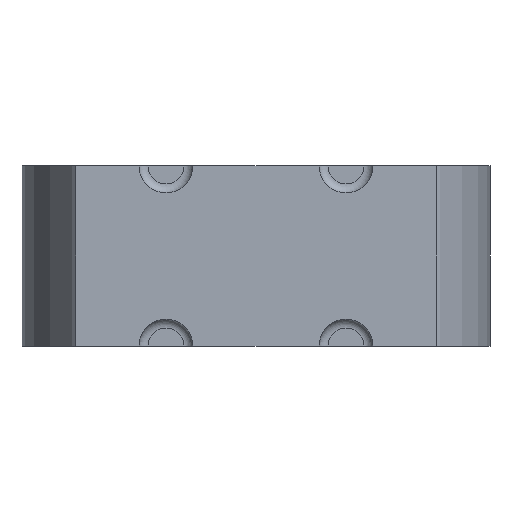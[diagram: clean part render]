
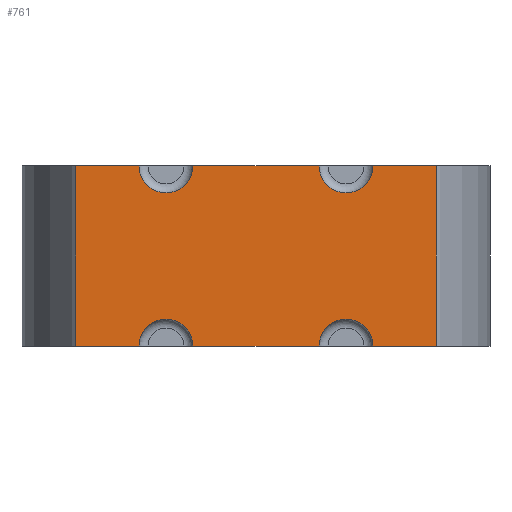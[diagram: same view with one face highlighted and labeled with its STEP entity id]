
A CAD part, front view. The second image highlights one B-rep face of the part: STEP entity #761.
In plain terms, the highlighted planar face has unit normal (0, -1, 0).
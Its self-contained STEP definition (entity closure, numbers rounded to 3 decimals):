
#46=LINE('',#1197,#110);
#47=LINE('',#1199,#111);
#58=LINE('',#1250,#122);
#59=LINE('',#1252,#123);
#60=LINE('',#1254,#124);
#71=LINE('',#1305,#135);
#88=LINE('',#1338,#152);
#89=LINE('',#1340,#153);
#110=VECTOR('',#961,10.);
#111=VECTOR('',#962,10.);
#122=VECTOR('',#1003,10.);
#123=VECTOR('',#1006,10.);
#124=VECTOR('',#1007,10.);
#135=VECTOR('',#1048,10.);
#152=VECTOR('',#1097,10.);
#153=VECTOR('',#1100,10.);
#174=PLANE('',#871);
#209=FACE_OUTER_BOUND('',#249,.T.);
#249=EDGE_LOOP('',(#679,#680,#681,#682,#683,#684,#685,#686,#687,#688,#689,
#690));
#275=CIRCLE('',#816,1.5);
#276=CIRCLE('',#818,1.5);
#277=CIRCLE('',#820,1.5);
#278=CIRCLE('',#822,1.5);
#325=VERTEX_POINT('',#1173);
#326=VERTEX_POINT('',#1175);
#327=VERTEX_POINT('',#1179);
#328=VERTEX_POINT('',#1181);
#329=VERTEX_POINT('',#1185);
#330=VERTEX_POINT('',#1187);
#331=VERTEX_POINT('',#1191);
#332=VERTEX_POINT('',#1193);
#333=VERTEX_POINT('',#1198);
#358=VERTEX_POINT('',#1248);
#359=VERTEX_POINT('',#1253);
#384=VERTEX_POINT('',#1303);
#406=EDGE_CURVE('',#326,#325,#275,.T.);
#409=EDGE_CURVE('',#328,#327,#276,.T.);
#412=EDGE_CURVE('',#330,#329,#277,.T.);
#415=EDGE_CURVE('',#332,#331,#278,.T.);
#417=EDGE_CURVE('',#329,#328,#46,.T.);
#418=EDGE_CURVE('',#333,#330,#47,.T.);
#444=EDGE_CURVE('',#327,#358,#58,.T.);
#445=EDGE_CURVE('',#326,#331,#59,.T.);
#446=EDGE_CURVE('',#332,#359,#60,.T.);
#472=EDGE_CURVE('',#384,#325,#71,.T.);
#489=EDGE_CURVE('',#358,#359,#88,.T.);
#490=EDGE_CURVE('',#333,#384,#89,.T.);
#679=ORIENTED_EDGE('',*,*,#406,.T.);
#680=ORIENTED_EDGE('',*,*,#472,.F.);
#681=ORIENTED_EDGE('',*,*,#490,.F.);
#682=ORIENTED_EDGE('',*,*,#418,.T.);
#683=ORIENTED_EDGE('',*,*,#412,.T.);
#684=ORIENTED_EDGE('',*,*,#417,.T.);
#685=ORIENTED_EDGE('',*,*,#409,.T.);
#686=ORIENTED_EDGE('',*,*,#444,.T.);
#687=ORIENTED_EDGE('',*,*,#489,.T.);
#688=ORIENTED_EDGE('',*,*,#446,.F.);
#689=ORIENTED_EDGE('',*,*,#415,.T.);
#690=ORIENTED_EDGE('',*,*,#445,.F.);
#761=ADVANCED_FACE('',(#209),#174,.T.);
#816=AXIS2_PLACEMENT_3D('',#1176,#938,#939);
#818=AXIS2_PLACEMENT_3D('',#1182,#944,#945);
#820=AXIS2_PLACEMENT_3D('',#1188,#950,#951);
#822=AXIS2_PLACEMENT_3D('',#1194,#956,#957);
#871=AXIS2_PLACEMENT_3D('',#1339,#1098,#1099);
#938=DIRECTION('center_axis',(0.,1.,0.));
#939=DIRECTION('ref_axis',(1.,0.,0.));
#944=DIRECTION('center_axis',(0.,1.,0.));
#945=DIRECTION('ref_axis',(1.,0.,0.));
#950=DIRECTION('center_axis',(0.,1.,0.));
#951=DIRECTION('ref_axis',(1.,0.,0.));
#956=DIRECTION('center_axis',(0.,1.,0.));
#957=DIRECTION('ref_axis',(1.,0.,0.));
#961=DIRECTION('',(1.,0.,0.));
#962=DIRECTION('',(1.,0.,0.));
#1003=DIRECTION('',(1.,0.,0.));
#1006=DIRECTION('',(1.,0.,0.));
#1007=DIRECTION('',(1.,0.,0.));
#1048=DIRECTION('',(1.,0.,0.));
#1097=DIRECTION('',(0.,0.,1.));
#1098=DIRECTION('center_axis',(0.,-1.,0.));
#1099=DIRECTION('ref_axis',(1.,0.,0.));
#1100=DIRECTION('',(0.,0.,1.));
#1173=CARTESIAN_POINT('',(-6.5,17.,10.));
#1175=CARTESIAN_POINT('',(-3.5,17.,10.));
#1176=CARTESIAN_POINT('Origin',(-5.,17.,10.));
#1179=CARTESIAN_POINT('',(6.5,17.,0.));
#1181=CARTESIAN_POINT('',(3.5,17.,0.));
#1182=CARTESIAN_POINT('Origin',(5.,17.,0.));
#1185=CARTESIAN_POINT('',(-3.5,17.,0.));
#1187=CARTESIAN_POINT('',(-6.5,17.,0.));
#1188=CARTESIAN_POINT('Origin',(-5.,17.,0.));
#1191=CARTESIAN_POINT('',(3.5,17.,10.));
#1193=CARTESIAN_POINT('',(6.5,17.,10.));
#1194=CARTESIAN_POINT('Origin',(5.,17.,10.));
#1197=CARTESIAN_POINT('',(-10.,17.,0.));
#1198=CARTESIAN_POINT('',(-10.,17.,0.));
#1199=CARTESIAN_POINT('',(-10.,17.,0.));
#1248=CARTESIAN_POINT('',(10.,17.,0.));
#1250=CARTESIAN_POINT('',(-10.,17.,0.));
#1252=CARTESIAN_POINT('',(-10.,17.,10.));
#1253=CARTESIAN_POINT('',(10.,17.,10.));
#1254=CARTESIAN_POINT('',(-10.,17.,10.));
#1303=CARTESIAN_POINT('',(-10.,17.,10.));
#1305=CARTESIAN_POINT('',(-10.,17.,10.));
#1338=CARTESIAN_POINT('',(10.,17.,0.));
#1339=CARTESIAN_POINT('Origin',(-10.,17.,0.));
#1340=CARTESIAN_POINT('',(-10.,17.,0.));
